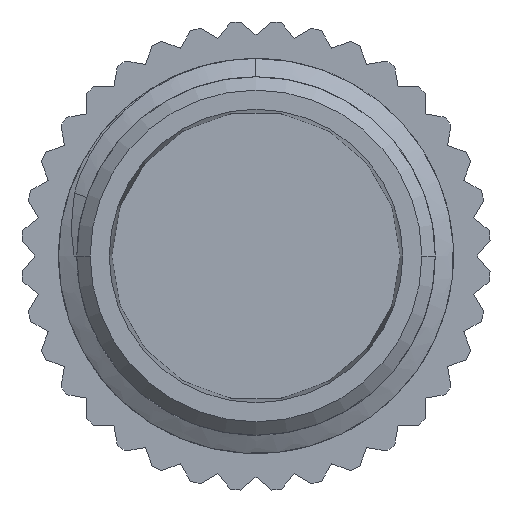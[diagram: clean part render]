
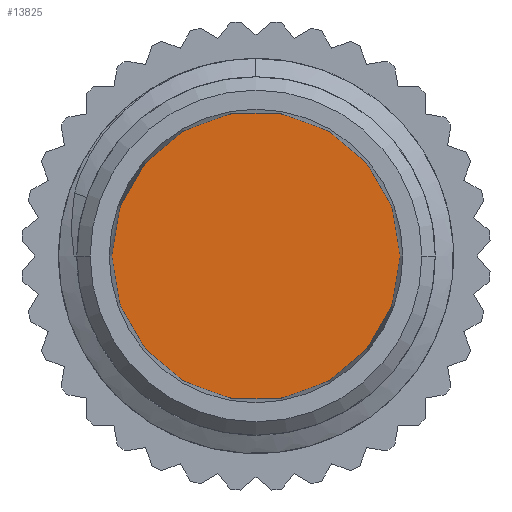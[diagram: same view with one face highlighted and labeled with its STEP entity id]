
A CAD part, left-side view. The second image highlights one B-rep face of the part: STEP entity #13825.
In plain terms, the highlighted planar face has unit normal (-1, 0, 0).
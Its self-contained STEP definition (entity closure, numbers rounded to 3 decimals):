
#4321=CARTESIAN_POINT('',(8.7,0.,0.));
#4322=DIRECTION('',(1.,0.,0.));
#4323=DIRECTION('',(0.,1.,0.));
#4324=AXIS2_PLACEMENT_3D('',#4321,#4322,#4323);
#4326=CARTESIAN_POINT('',(8.7,0.,0.));
#4327=DIRECTION('',(1.,0.,0.));
#4328=DIRECTION('',(0.,-1.,0.));
#4329=AXIS2_PLACEMENT_3D('',#4326,#4327,#4328);
#7251=CARTESIAN_POINT('',(8.7,4.304,0.));
#7253=VERTEX_POINT('',#7251);
#7255=CARTESIAN_POINT('',(8.7,-4.304,0.));
#7257=VERTEX_POINT('',#7255);
#13816=CARTESIAN_POINT('',(8.7,0.,0.));
#13817=DIRECTION('',(1.,0.,0.));
#13818=DIRECTION('',(0.,1.,0.));
#13819=AXIS2_PLACEMENT_3D('',#13816,#13817,#13818);
#13820=PLANE('',#13819);
#13821=ORIENTED_EDGE('',*,*,#13782,.T.);
#13822=ORIENTED_EDGE('',*,*,#13803,.T.);
#13823=EDGE_LOOP('',(#13821,#13822));
#13824=FACE_OUTER_BOUND('',#13823,.F.);
#13825=ADVANCED_FACE('',(#13824),#13820,.F.);
#4325=CIRCLE('',#4324,4.304);
#4330=CIRCLE('',#4329,4.304);
#13782=EDGE_CURVE('',#7253,#7257,#4325,.T.);
#13803=EDGE_CURVE('',#7257,#7253,#4330,.T.);
